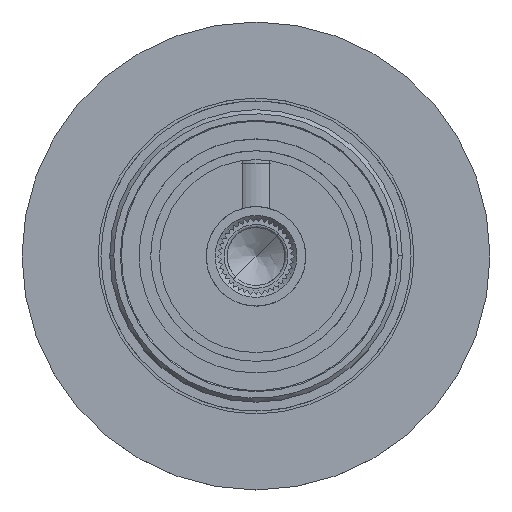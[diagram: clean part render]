
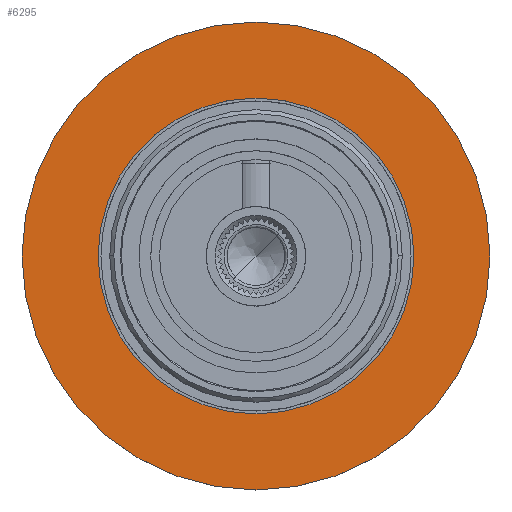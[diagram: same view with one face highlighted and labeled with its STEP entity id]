
A CAD part, top view. The second image highlights one B-rep face of the part: STEP entity #6295.
In plain terms, the highlighted planar face has unit normal (0, 0, 1).
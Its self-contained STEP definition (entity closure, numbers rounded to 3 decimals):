
#6191=CARTESIAN_POINT('Vertex',(40.,0.,12.7)) ;
#6194=CARTESIAN_POINT('Axis2P3D Location',(0.,0.,12.7)) ;
#6198=CARTESIAN_POINT('Vertex',(-40.,0.,12.7)) ;
#6219=CARTESIAN_POINT('Axis2P3D Location',(0.,0.,12.7)) ;
#6241=CARTESIAN_POINT('Vertex',(27.,0.,12.7)) ;
#6244=CARTESIAN_POINT('Axis2P3D Location',(0.,0.,12.7)) ;
#6248=CARTESIAN_POINT('Vertex',(-27.,0.,12.7)) ;
#6269=CARTESIAN_POINT('Axis2P3D Location',(0.,0.,12.7)) ;
#6282=CARTESIAN_POINT('Axis2P3D Location',(41.6,41.6,12.7)) ;
#6195=DIRECTION('Axis2P3D Direction',(0.,-0.,1.)) ;
#6220=DIRECTION('Axis2P3D Direction',(-0.,0.,1.)) ;
#6245=DIRECTION('Axis2P3D Direction',(-0.,0.,1.)) ;
#6270=DIRECTION('Axis2P3D Direction',(0.,-0.,1.)) ;
#6283=DIRECTION('Axis2P3D Direction',(0.,0.,1.)) ;
#6284=DIRECTION('Axis2P3D XDirection',(-1.,0.,0.)) ;
#6196=AXIS2_PLACEMENT_3D('Circle Axis2P3D',#6194,#6195,$) ;
#6221=AXIS2_PLACEMENT_3D('Circle Axis2P3D',#6219,#6220,$) ;
#6246=AXIS2_PLACEMENT_3D('Circle Axis2P3D',#6244,#6245,$) ;
#6271=AXIS2_PLACEMENT_3D('Circle Axis2P3D',#6269,#6270,$) ;
#6285=AXIS2_PLACEMENT_3D('Plane Axis2P3D',#6282,#6283,#6284) ;
#6197=CIRCLE('generated circle',#6196,40.) ;
#6222=CIRCLE('generated circle',#6221,40.) ;
#6247=CIRCLE('generated circle',#6246,27.) ;
#6272=CIRCLE('generated circle',#6271,27.) ;
#6286=PLANE('',#6285) ;
#6294=FACE_BOUND('',#6291,.T.) ;
#6200=EDGE_CURVE('',#6199,#6192,#6197,.T.) ;
#6223=EDGE_CURVE('',#6192,#6199,#6222,.T.) ;
#6250=EDGE_CURVE('',#6249,#6242,#6247,.F.) ;
#6273=EDGE_CURVE('',#6242,#6249,#6272,.F.) ;
#6288=ORIENTED_EDGE('',*,*,#6200,.T.) ;
#6289=ORIENTED_EDGE('',*,*,#6223,.T.) ;
#6292=ORIENTED_EDGE('',*,*,#6250,.T.) ;
#6293=ORIENTED_EDGE('',*,*,#6273,.T.) ;
#6287=EDGE_LOOP('',(#6288,#6289)) ;
#6291=EDGE_LOOP('',(#6292,#6293)) ;
#6192=VERTEX_POINT('',#6191) ;
#6199=VERTEX_POINT('',#6198) ;
#6242=VERTEX_POINT('',#6241) ;
#6249=VERTEX_POINT('',#6248) ;
#6295=ADVANCED_FACE('    MSBR7',(#6290,#6294),#6286,.T.) ;
#6290=FACE_OUTER_BOUND('',#6287,.T.) ;
